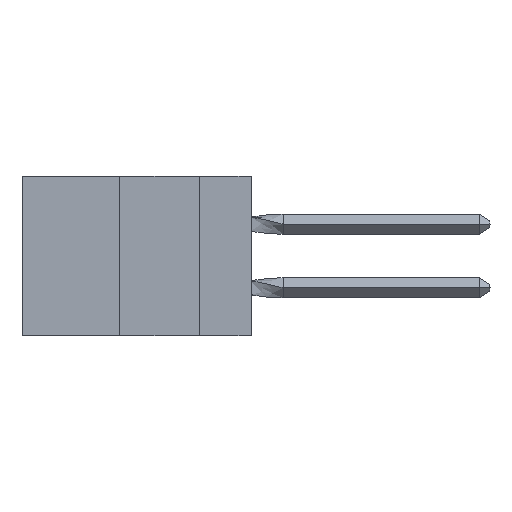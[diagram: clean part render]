
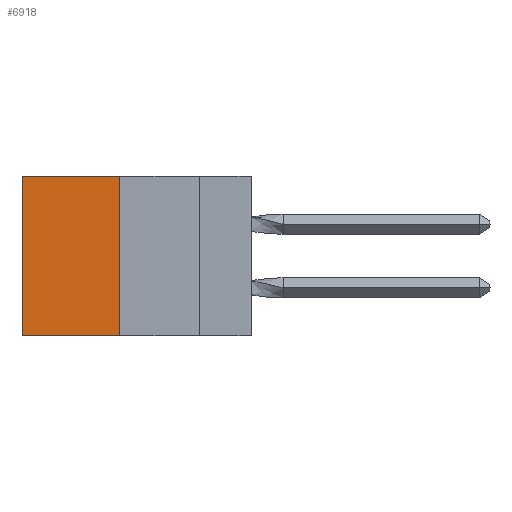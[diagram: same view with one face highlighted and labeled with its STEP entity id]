
A CAD part, left-side view. The second image highlights one B-rep face of the part: STEP entity #6918.
In plain terms, the highlighted planar face has unit normal (-1, 0, 0).
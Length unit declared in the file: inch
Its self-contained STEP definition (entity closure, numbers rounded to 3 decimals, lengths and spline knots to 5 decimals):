
#418 = VERTEX_POINT ( 'NONE', #7107 ) ;
#1221 = ORIENTED_EDGE ( 'NONE', *, *, #7094, .F. ) ;
#1869 = LINE ( 'NONE', #4257, #6780 ) ;
#2058 = VECTOR ( 'NONE', #6613, 39.37008 ) ;
#2223 = DIRECTION ( 'NONE',  ( 0., 0., -1. ) ) ;
#2450 = VERTEX_POINT ( 'NONE', #6797 ) ;
#3607 = ORIENTED_EDGE ( 'NONE', *, *, #12444, .T. ) ;
#3674 = VECTOR ( 'NONE', #11993, 39.37008 ) ;
#3718 = CARTESIAN_POINT ( 'NONE',  ( 0.305, 0.413, 0. ) ) ;
#3935 = AXIS2_PLACEMENT_3D ( 'NONE', #4223, #4266, #2223 ) ;
#4223 = CARTESIAN_POINT ( 'NONE',  ( 0.305, 0.413, -0.5 ) ) ;
#4257 = CARTESIAN_POINT ( 'NONE',  ( 0.305, 0.413, -0.5 ) ) ;
#4266 = DIRECTION ( 'NONE',  ( 1., 0., 0. ) ) ;
#4316 = PLANE ( 'NONE',  #3935 ) ;
#4705 = VERTEX_POINT ( 'NONE', #3718 ) ;
#4812 = VERTEX_POINT ( 'NONE', #4826 ) ;
#4826 = CARTESIAN_POINT ( 'NONE',  ( 0.305, 0.72, -0.5 ) ) ;
#6212 = LINE ( 'NONE', #11460, #2058 ) ;
#6481 = EDGE_LOOP ( 'NONE', ( #10653, #1221, #8166, #3607 ) ) ;
#6613 = DIRECTION ( 'NONE',  ( 0., 1., 0. ) ) ;
#6780 = VECTOR ( 'NONE', #10203, 39.37008 ) ;
#6797 = CARTESIAN_POINT ( 'NONE',  ( 0.305, 0.72, 0. ) ) ;
#6918 = ADVANCED_FACE ( 'NONE', ( #9878 ), #4316, .F. ) ;
#7094 = EDGE_CURVE ( 'NONE', #418, #4812, #6212, .T. ) ;
#7107 = CARTESIAN_POINT ( 'NONE',  ( 0.305, 0.413, -0.5 ) ) ;
#7244 = LINE ( 'NONE', #11477, #8916 ) ;
#7573 = DIRECTION ( 'NONE',  ( 0., 0., -1. ) ) ;
#7650 = LINE ( 'NONE', #11032, #3674 ) ;
#8166 = ORIENTED_EDGE ( 'NONE', *, *, #8225, .F. ) ;
#8225 = EDGE_CURVE ( 'NONE', #4705, #418, #1869, .T. ) ;
#8458 = EDGE_CURVE ( 'NONE', #2450, #4812, #7244, .T. ) ;
#8916 = VECTOR ( 'NONE', #7573, 39.37008 ) ;
#9878 = FACE_OUTER_BOUND ( 'NONE', #6481, .T. ) ;
#10203 = DIRECTION ( 'NONE',  ( 0., 0., -1. ) ) ;
#10653 = ORIENTED_EDGE ( 'NONE', *, *, #8458, .T. ) ;
#11032 = CARTESIAN_POINT ( 'NONE',  ( 0.305, 0.413, 0. ) ) ;
#11460 = CARTESIAN_POINT ( 'NONE',  ( 0.305, 0.413, -0.5 ) ) ;
#11477 = CARTESIAN_POINT ( 'NONE',  ( 0.305, 0.72, -0.5 ) ) ;
#11993 = DIRECTION ( 'NONE',  ( 0., 1., 0. ) ) ;
#12444 = EDGE_CURVE ( 'NONE', #4705, #2450, #7650, .T. ) ;
